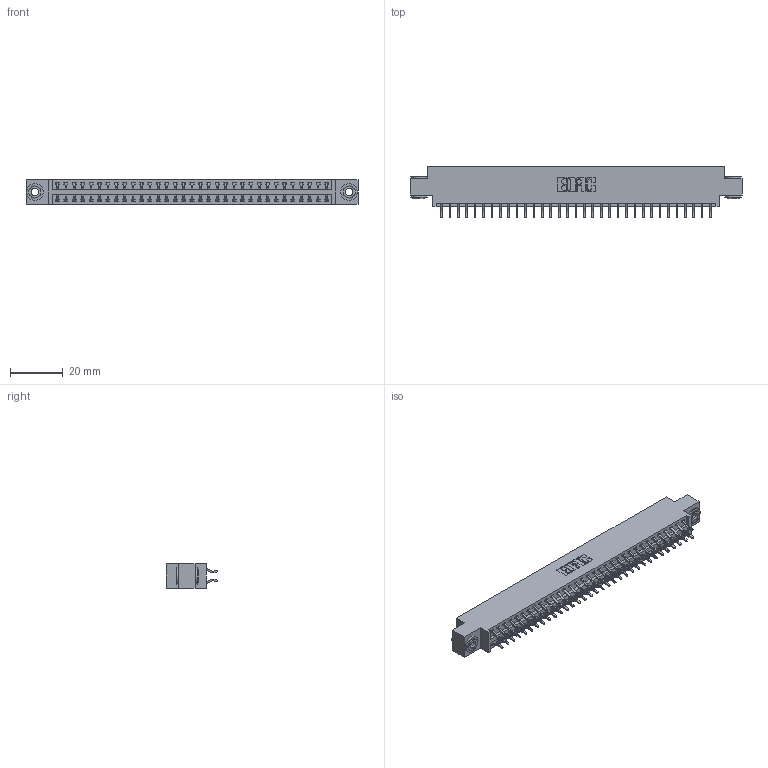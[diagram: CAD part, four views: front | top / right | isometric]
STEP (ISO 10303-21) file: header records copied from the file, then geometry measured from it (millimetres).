
FILE_DESCRIPTION (( 'STEP AP203' ), '1' );
FILE_NAME ('346-066-556-803.STEP', '2022-05-24T17:48:59', ( '' ), ( '' ), 'SwSTEP 2.0', 'SolidWorks 2020', '' );
FILE_SCHEMA (( 'CONFIG_CONTROL_DESIGN' ));
Length unit declared in the file: inch
Products named in the file (4): 345-292-001_556 Tail; 346 Part_0.170 Offset - 0.156 Dia-TH; 345-250-002_345-250-002-102; 346-066-556-803
Assembly tree (69 placements, depth 2):
  346-066-556-803
    346 Part_0.170 Offset - 0.156 Dia-TH
    345-292-001_556 Tail  x66
    345-250-002_345-250-002-102  x2
Bounding box: 125.35 x 19.57 x 9.4 mm (x, y, z)
Volume: 11997.3 mm3; surface area: 16716.6 mm2
Topology: 69 solids, 69 shells, 4006 faces, 11871 edges, 7822 vertices
Faces by surface type: plane 2678, cylinder 1320, cone 8
Entity records: 24166 total; most frequent: CARTESIAN_POINT 3993, ORIENTED_EDGE 3906, DIRECTION 3587, EDGE_CURVE 1953, LINE 1657, VECTOR 1657, VERTEX_POINT 1298, AXIS2_PLACEMENT_3D 965
